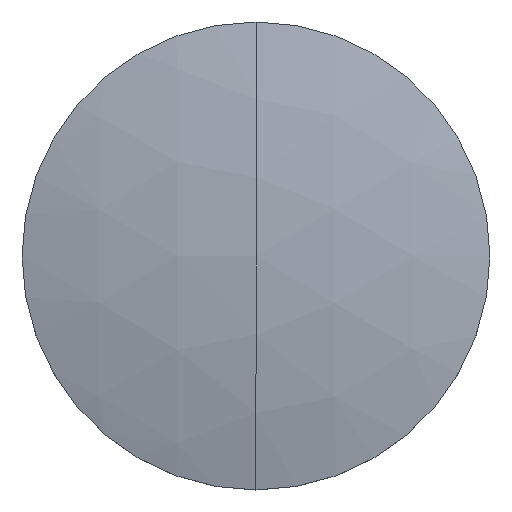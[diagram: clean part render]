
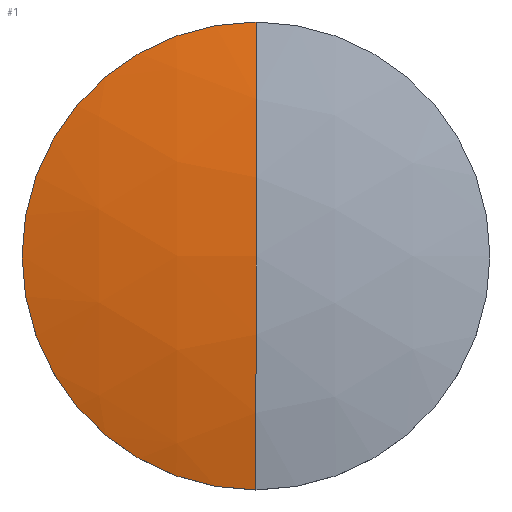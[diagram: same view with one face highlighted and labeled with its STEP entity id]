
A CAD part, top view. The second image highlights one B-rep face of the part: STEP entity #1.
In plain terms, the highlighted spherical face has radius 51.5 mm.
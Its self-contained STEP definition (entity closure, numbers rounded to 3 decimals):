
#1 = ADVANCED_FACE ( 'NONE', ( #71 ), #52, .T. ) ;
#2 = EDGE_LOOP ( 'NONE', ( #59, #72, #21, #26 ) ) ;
#21 = ORIENTED_EDGE ( 'NONE', *, *, #22, .T. ) ;
#22 = EDGE_CURVE ( 'NONE', #74, #25, #98, .T. ) ;
#25 = VERTEX_POINT ( 'NONE', #93 ) ;
#26 = ORIENTED_EDGE ( 'NONE', *, *, #27, .F. ) ;
#27 = EDGE_CURVE ( 'NONE', #63, #25, #116, .T. ) ;
#46 = DIRECTION ( 'NONE',  ( 0., 1., 0. ) ) ;
#47 = DIRECTION ( 'NONE',  ( -1., 0., 0. ) ) ;
#48 = CARTESIAN_POINT ( 'NONE',  ( 0., 0., -49.705 ) ) ;
#49 = AXIS2_PLACEMENT_3D ( 'NONE', #48, #47, #46 ) ;
#52 = SPHERICAL_SURFACE ( 'NONE', #49, 51.5 ) ;
#59 = ORIENTED_EDGE ( 'NONE', *, *, #62, .T. ) ;
#62 = EDGE_CURVE ( 'NONE', #63, #78, #244, .T. ) ;
#63 = VERTEX_POINT ( 'NONE', #239 ) ;
#71 = FACE_OUTER_BOUND ( 'NONE', #2, .T. ) ;
#72 = ORIENTED_EDGE ( 'NONE', *, *, #73, .T. ) ;
#73 = EDGE_CURVE ( 'NONE', #78, #74, #226, .T. ) ;
#74 = VERTEX_POINT ( 'NONE', #221 ) ;
#78 = VERTEX_POINT ( 'NONE', #214 ) ;
#93 = CARTESIAN_POINT ( 'NONE',  ( 0., 0., 1.795 ) ) ;
#94 = DIRECTION ( 'NONE',  ( 0., -1., 0. ) ) ;
#95 = DIRECTION ( 'NONE',  ( -1., 0., 0. ) ) ;
#96 = CARTESIAN_POINT ( 'NONE',  ( 0., 0., -49.705 ) ) ;
#97 = AXIS2_PLACEMENT_3D ( 'NONE', #96, #95, #94 ) ;
#98 = CIRCLE ( 'NONE', #97, 51.5 ) ;
#112 = DIRECTION ( 'NONE',  ( 0., 0., -1. ) ) ;
#113 = DIRECTION ( 'NONE',  ( 1., 0., 0. ) ) ;
#114 = CARTESIAN_POINT ( 'NONE',  ( 0., 0., -49.705 ) ) ;
#115 = AXIS2_PLACEMENT_3D ( 'NONE', #114, #113, #112 ) ;
#116 = CIRCLE ( 'NONE', #115, 51.5 ) ;
#214 = CARTESIAN_POINT ( 'NONE',  ( -12.7, 0., 0.205 ) ) ;
#221 = CARTESIAN_POINT ( 'NONE',  ( 0., -12.7, 0.205 ) ) ;
#222 = DIRECTION ( 'NONE',  ( 1., 0., 0. ) ) ;
#223 = DIRECTION ( 'NONE',  ( 0., 0., 1. ) ) ;
#224 = CARTESIAN_POINT ( 'NONE',  ( 0., 0., 0.205 ) ) ;
#225 = AXIS2_PLACEMENT_3D ( 'NONE', #224, #223, #222 ) ;
#226 = CIRCLE ( 'NONE', #225, 12.7 ) ;
#239 = CARTESIAN_POINT ( 'NONE',  ( 0., 12.7, 0.205 ) ) ;
#240 = DIRECTION ( 'NONE',  ( 1., 0., 0. ) ) ;
#241 = DIRECTION ( 'NONE',  ( 0., 0., 1. ) ) ;
#242 = CARTESIAN_POINT ( 'NONE',  ( 0., 0., 0.205 ) ) ;
#243 = AXIS2_PLACEMENT_3D ( 'NONE', #242, #241, #240 ) ;
#244 = CIRCLE ( 'NONE', #243, 12.7 ) ;
